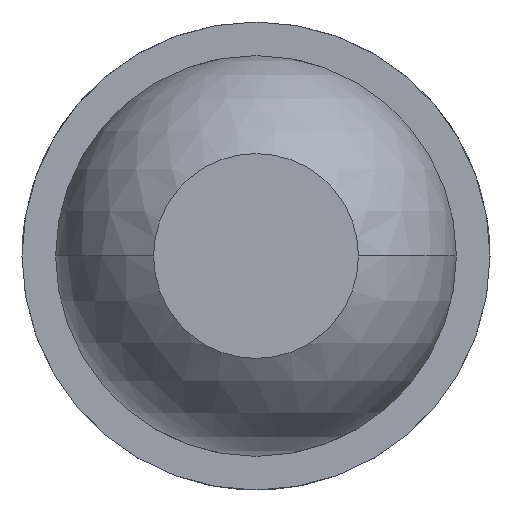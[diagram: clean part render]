
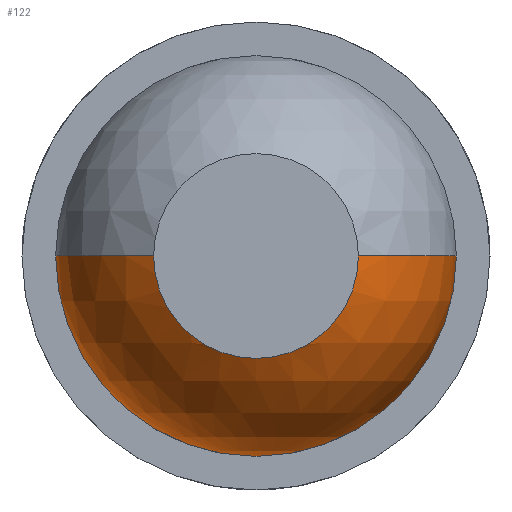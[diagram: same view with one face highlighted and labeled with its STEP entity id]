
A CAD part, front view. The second image highlights one B-rep face of the part: STEP entity #122.
In plain terms, the highlighted spherical face has radius 0.685 mm.
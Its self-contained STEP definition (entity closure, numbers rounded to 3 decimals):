
#27 = CIRCLE ( 'NONE', #1638, 0.35 ) ;
#31 = EDGE_CURVE ( 'NONE', #2203, #1050, #2264, .T. ) ;
#42 = DIRECTION ( 'NONE',  ( 0., -1., 0. ) ) ;
#112 = DIRECTION ( 'NONE',  ( 0., 1., 0. ) ) ;
#122 = ADVANCED_FACE ( 'Defeature ausgef�hrt2_4', ( #941 ), #2883, .T. ) ;
#202 = DIRECTION ( 'NONE',  ( 0., 0., -1. ) ) ;
#222 = AXIS2_PLACEMENT_3D ( 'NONE', #2179, #42, #1457 ) ;
#340 = AXIS2_PLACEMENT_3D ( 'NONE', #1643, #202, #809 ) ;
#460 = ORIENTED_EDGE ( 'NONE', *, *, #2065, .F. ) ;
#512 = DIRECTION ( 'NONE',  ( 0., 0., 1. ) ) ;
#551 = CARTESIAN_POINT ( 'NONE',  ( 0., -26.411, 0. ) ) ;
#716 = CARTESIAN_POINT ( 'NONE',  ( 0., -26.411, 0. ) ) ;
#809 = DIRECTION ( 'NONE',  ( -1., 0., 0. ) ) ;
#941 = FACE_OUTER_BOUND ( 'NONE', #2132, .T. ) ;
#989 = VERTEX_POINT ( 'NONE', #3867 ) ;
#1050 = VERTEX_POINT ( 'NONE', #1474 ) ;
#1398 = CARTESIAN_POINT ( 'NONE',  ( -0.35, -27., 0. ) ) ;
#1442 = CARTESIAN_POINT ( 'NONE',  ( 0.35, -27., 0. ) ) ;
#1457 = DIRECTION ( 'NONE',  ( 0., 0., -1. ) ) ;
#1474 = CARTESIAN_POINT ( 'NONE',  ( -0.685, -26.411, 0. ) ) ;
#1589 = DIRECTION ( 'NONE',  ( 0., 0., -1. ) ) ;
#1590 = CIRCLE ( 'NONE', #3953, 0.685 ) ;
#1606 = CARTESIAN_POINT ( 'NONE',  ( 0., -26.411, 0. ) ) ;
#1638 = AXIS2_PLACEMENT_3D ( 'NONE', #3198, #2133, #3948 ) ;
#1643 = CARTESIAN_POINT ( 'NONE',  ( 0., -26.411, 0. ) ) ;
#1654 = CIRCLE ( 'NONE', #222, 0.35 ) ;
#1703 = CARTESIAN_POINT ( 'NONE',  ( 0., -26.411, -0.685 ) ) ;
#1764 = DIRECTION ( 'NONE',  ( 1., 0., 0. ) ) ;
#2065 = EDGE_CURVE ( 'Defeature ausgef�hrt2_5+Defeature ausgef�hrt2_4+Defeature ausgef�hrt2_4+Defeature ausgef�hrt2_4', #989, #4065, #1590, .T. ) ;
#2095 = CIRCLE ( 'NONE', #2218, 0.685 ) ;
#2132 = EDGE_LOOP ( 'NONE', ( #3680, #3415, #4422, #460, #2488, #3376 ) ) ;
#2133 = DIRECTION ( 'NONE',  ( 0., -1., 0. ) ) ;
#2179 = CARTESIAN_POINT ( 'NONE',  ( 0., -27., 0. ) ) ;
#2203 = VERTEX_POINT ( 'NONE', #1398 ) ;
#2218 = AXIS2_PLACEMENT_3D ( 'NONE', #2245, #4362, #512 ) ;
#2245 = CARTESIAN_POINT ( 'NONE',  ( 0., -26.411, 0. ) ) ;
#2264 = CIRCLE ( 'NONE', #340, 0.685 ) ;
#2305 = VERTEX_POINT ( 'NONE', #1442 ) ;
#2488 = ORIENTED_EDGE ( 'NONE', *, *, #4144, .F. ) ;
#2637 = DIRECTION ( 'NONE',  ( 0., 0., 1. ) ) ;
#2754 = CIRCLE ( 'NONE', #3459, 0.685 ) ;
#2840 = EDGE_CURVE ( 'Defeature ausgef�hrt2_23+Defeature ausgef�hrt2_4+Defeature ausgef�hrt2_4+Defeature ausgef�hrt2_4', #3612, #2305, #1654, .T. ) ;
#2883 = SPHERICAL_SURFACE ( 'NONE', #3444, 0.685 ) ;
#2961 = EDGE_CURVE ( 'Defeature ausgef�hrt2_5+Defeature ausgef�hrt2_4+Defeature ausgef�hrt2_4+Defeature ausgef�hrt2_4', #4065, #1050, #2095, .T. ) ;
#3108 = CARTESIAN_POINT ( 'NONE',  ( 0., -27., -0.35 ) ) ;
#3198 = CARTESIAN_POINT ( 'NONE',  ( 0., -27., 0. ) ) ;
#3376 = ORIENTED_EDGE ( 'NONE', *, *, #2840, .F. ) ;
#3415 = ORIENTED_EDGE ( 'NONE', *, *, #31, .T. ) ;
#3444 = AXIS2_PLACEMENT_3D ( 'NONE', #551, #1589, #4066 ) ;
#3459 = AXIS2_PLACEMENT_3D ( 'NONE', #716, #3565, #1764 ) ;
#3565 = DIRECTION ( 'NONE',  ( 0., 0., 1. ) ) ;
#3612 = VERTEX_POINT ( 'NONE', #3108 ) ;
#3680 = ORIENTED_EDGE ( 'NONE', *, *, #3694, .F. ) ;
#3694 = EDGE_CURVE ( 'Defeature ausgef�hrt2_23+Defeature ausgef�hrt2_4+Defeature ausgef�hrt2_4+Defeature ausgef�hrt2_4', #2203, #3612, #27, .T. ) ;
#3867 = CARTESIAN_POINT ( 'NONE',  ( 0.685, -26.411, 0. ) ) ;
#3948 = DIRECTION ( 'NONE',  ( 0., 0., -1. ) ) ;
#3953 = AXIS2_PLACEMENT_3D ( 'NONE', #1606, #112, #2637 ) ;
#4065 = VERTEX_POINT ( 'NONE', #1703 ) ;
#4066 = DIRECTION ( 'NONE',  ( 1., 0., 0. ) ) ;
#4144 = EDGE_CURVE ( 'NONE', #2305, #989, #2754, .T. ) ;
#4362 = DIRECTION ( 'NONE',  ( 0., 1., 0. ) ) ;
#4422 = ORIENTED_EDGE ( 'NONE', *, *, #2961, .F. ) ;
